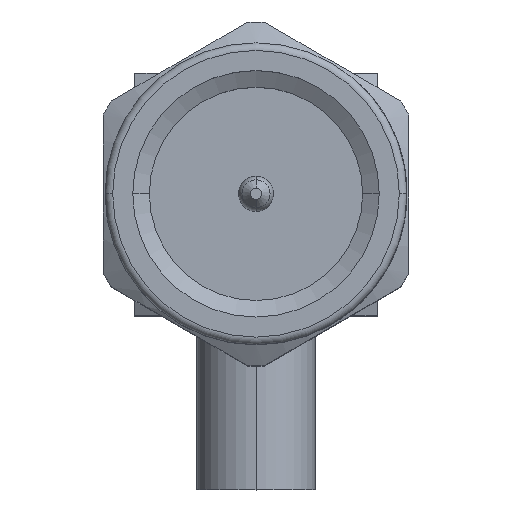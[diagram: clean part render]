
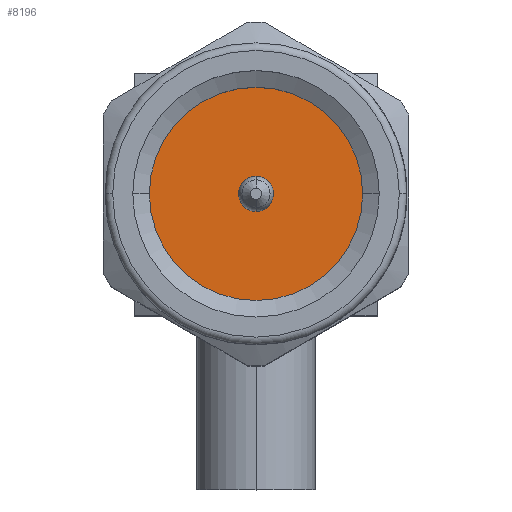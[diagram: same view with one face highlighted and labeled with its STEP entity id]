
A CAD part, top view. The second image highlights one B-rep face of the part: STEP entity #8196.
In plain terms, the highlighted planar face has unit normal (0, 0, 1).
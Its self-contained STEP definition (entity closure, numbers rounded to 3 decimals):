
#85 = CARTESIAN_POINT ( 'NONE',  ( 0., 0., 0.826 ) ) ;
#648 = ORIENTED_EDGE ( 'NONE', *, *, #1763, .T. ) ;
#685 = EDGE_CURVE ( 'NONE', #5303, #17191, #20201, .T. ) ;
#1254 = VERTEX_POINT ( 'NONE', #4149 ) ;
#1763 = EDGE_CURVE ( 'NONE', #19892, #1254, #10250, .T. ) ;
#1771 = CIRCLE ( 'NONE', #9777, 0.46 ) ;
#2136 = EDGE_CURVE ( 'NONE', #1254, #19892, #11006, .T. ) ;
#3883 = ORIENTED_EDGE ( 'NONE', *, *, #2136, .T. ) ;
#3915 = DIRECTION ( 'NONE',  ( -1., 0., 0. ) ) ;
#4149 = CARTESIAN_POINT ( 'NONE',  ( -2.79, 0., 0.826 ) ) ;
#5141 = DIRECTION ( 'NONE',  ( 0., 0., 1. ) ) ;
#5303 = VERTEX_POINT ( 'NONE', #7962 ) ;
#5558 = EDGE_LOOP ( 'NONE', ( #648, #3883 ) ) ;
#6073 = DIRECTION ( 'NONE',  ( 0., 0., -1. ) ) ;
#6150 = ORIENTED_EDGE ( 'NONE', *, *, #685, .F. ) ;
#6867 = DIRECTION ( 'NONE',  ( 0., 0., 1. ) ) ;
#7962 = CARTESIAN_POINT ( 'NONE',  ( 0., -0.46, 0.826 ) ) ;
#8128 = CARTESIAN_POINT ( 'NONE',  ( 0., 0., 0.826 ) ) ;
#8196 = ADVANCED_FACE ( 'NONE', ( #15455, #19913 ), #19355, .F. ) ;
#9777 = AXIS2_PLACEMENT_3D ( 'NONE', #16717, #6867, #18406 ) ;
#9789 = DIRECTION ( 'NONE',  ( -1., 0., 0. ) ) ;
#10250 = CIRCLE ( 'NONE', #15838, 2.79 ) ;
#11006 = CIRCLE ( 'NONE', #16116, 2.79 ) ;
#11677 = ORIENTED_EDGE ( 'NONE', *, *, #12726, .F. ) ;
#12726 = EDGE_CURVE ( 'NONE', #17191, #5303, #1771, .T. ) ;
#13773 = DIRECTION ( 'NONE',  ( 0., 0., 1. ) ) ;
#14418 = CARTESIAN_POINT ( 'NONE',  ( 0., 0.46, 0.826 ) ) ;
#14771 = CARTESIAN_POINT ( 'NONE',  ( 2.79, 0., 0.826 ) ) ;
#14987 = CARTESIAN_POINT ( 'NONE',  ( 0., 0., 0.826 ) ) ;
#15455 = FACE_BOUND ( 'NONE', #20694, .T. ) ;
#15822 = AXIS2_PLACEMENT_3D ( 'NONE', #85, #13773, #3915 ) ;
#15838 = AXIS2_PLACEMENT_3D ( 'NONE', #14987, #5141, #16611 ) ;
#16116 = AXIS2_PLACEMENT_3D ( 'NONE', #8128, #19718, #9789 ) ;
#16611 = DIRECTION ( 'NONE',  ( -1., 0., 0. ) ) ;
#16717 = CARTESIAN_POINT ( 'NONE',  ( 0., 0., 0.826 ) ) ;
#17035 = AXIS2_PLACEMENT_3D ( 'NONE', #17647, #6073, #21024 ) ;
#17191 = VERTEX_POINT ( 'NONE', #14418 ) ;
#17647 = CARTESIAN_POINT ( 'NONE',  ( 0., 0., 0.826 ) ) ;
#18406 = DIRECTION ( 'NONE',  ( -1., 0., 0. ) ) ;
#19355 = PLANE ( 'NONE',  #17035 ) ;
#19718 = DIRECTION ( 'NONE',  ( 0., 0., 1. ) ) ;
#19892 = VERTEX_POINT ( 'NONE', #14771 ) ;
#19913 = FACE_OUTER_BOUND ( 'NONE', #5558, .T. ) ;
#20201 = CIRCLE ( 'NONE', #15822, 0.46 ) ;
#20694 = EDGE_LOOP ( 'NONE', ( #6150, #11677 ) ) ;
#21024 = DIRECTION ( 'NONE',  ( -1., 0., 0. ) ) ;
